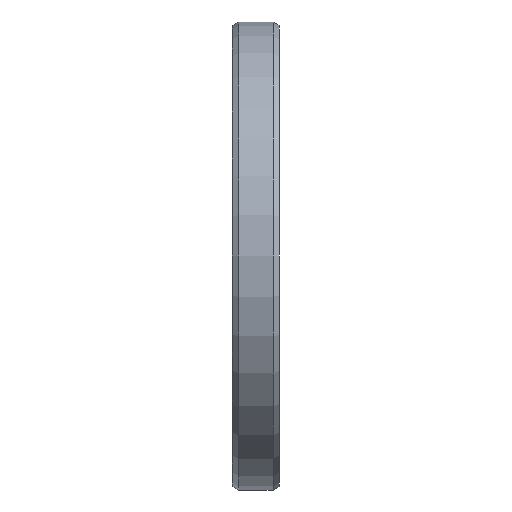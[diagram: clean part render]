
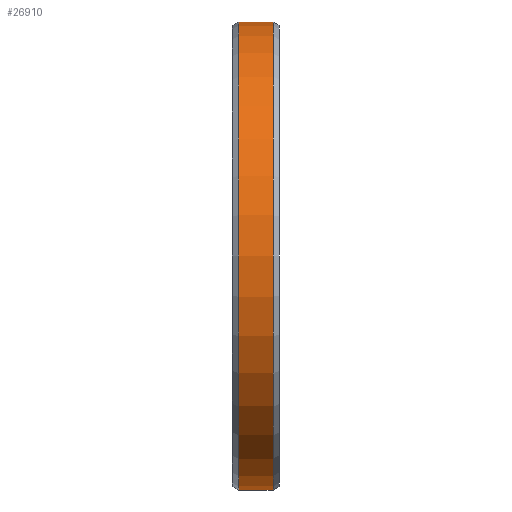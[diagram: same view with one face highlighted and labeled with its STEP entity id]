
A CAD part, left-side view. The second image highlights one B-rep face of the part: STEP entity #26910.
In plain terms, the highlighted cylindrical face has radius 75 mm (diameter 150 mm), a partial arc.
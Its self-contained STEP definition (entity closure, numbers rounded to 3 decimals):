
#25940=CARTESIAN_POINT('',(0.,-5.5,0.));
#25941=DIRECTION('',(0.,1.,0.));
#25942=DIRECTION('',(0.,0.,-1.));
#25943=AXIS2_PLACEMENT_3D('',#25940,#25941,#25942);
#25948=DIRECTION('',(0.,1.,0.));
#25949=VECTOR('',#25948,11.);
#25950=CARTESIAN_POINT('',(0.,-5.5,-75.));
#25951=LINE('',#25950,#25949);
#25963=DIRECTION('',(0.,1.,0.));
#25964=VECTOR('',#25963,11.);
#25965=CARTESIAN_POINT('',(0.,-5.5,75.));
#25966=LINE('',#25965,#25964);
#25992=CARTESIAN_POINT('',(0.,5.5,0.));
#25993=DIRECTION('',(0.,1.,0.));
#25994=DIRECTION('',(0.,0.,-1.));
#25995=AXIS2_PLACEMENT_3D('',#25992,#25993,#25994);
#26359=CARTESIAN_POINT('',(0.,-5.5,-75.));
#26361=VERTEX_POINT('',#26359);
#26362=CARTESIAN_POINT('',(0.,5.5,-75.));
#26363=VERTEX_POINT('',#26362);
#26399=CARTESIAN_POINT('',(0.,-5.5,75.));
#26401=VERTEX_POINT('',#26399);
#26402=CARTESIAN_POINT('',(0.,5.5,75.));
#26403=VERTEX_POINT('',#26402);
#26896=CARTESIAN_POINT('',(0.,-8.25,0.));
#26897=DIRECTION('',(0.,1.,0.));
#26898=DIRECTION('',(0.,0.,-1.));
#26899=AXIS2_PLACEMENT_3D('',#26896,#26897,#26898);
#26900=CYLINDRICAL_SURFACE('',#26899,75.);
#26902=ORIENTED_EDGE('',*,*,#26901,.T.);
#26904=ORIENTED_EDGE('',*,*,#26903,.T.);
#26906=ORIENTED_EDGE('',*,*,#26905,.F.);
#26907=ORIENTED_EDGE('',*,*,#26882,.F.);
#26908=EDGE_LOOP('',(#26902,#26904,#26906,#26907));
#26909=FACE_OUTER_BOUND('',#26908,.F.);
#25944=CIRCLE('',#25943,75.);
#25996=CIRCLE('',#25995,75.);
#26882=EDGE_CURVE('',#26361,#26401,#25944,.T.);
#26901=EDGE_CURVE('',#26361,#26363,#25951,.T.);
#26903=EDGE_CURVE('',#26363,#26403,#25996,.T.);
#26905=EDGE_CURVE('',#26401,#26403,#25966,.T.);
#26910=ADVANCED_FACE('',(#26909),#26900,.T.);
